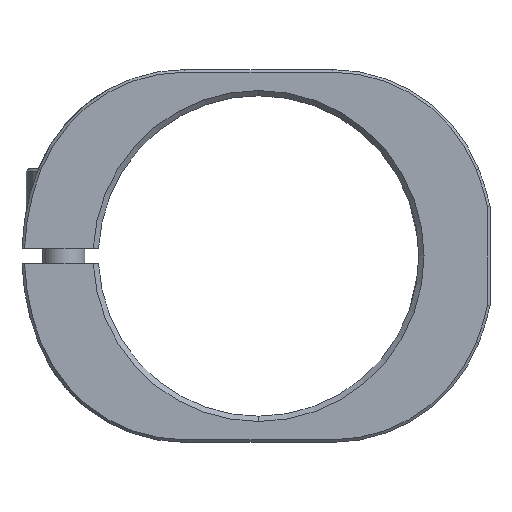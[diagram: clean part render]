
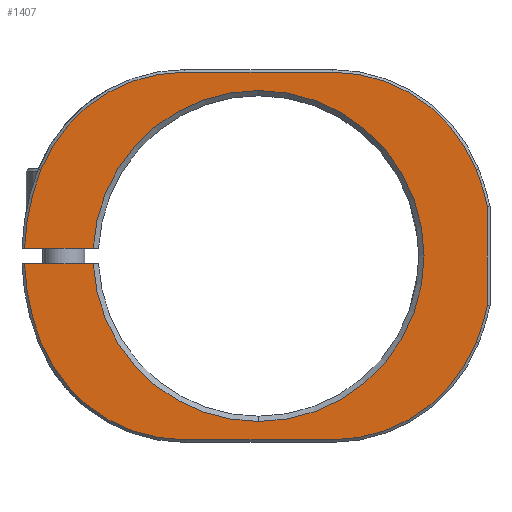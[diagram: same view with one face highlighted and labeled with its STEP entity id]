
A CAD part, left-side view. The second image highlights one B-rep face of the part: STEP entity #1407.
In plain terms, the highlighted planar face has unit normal (-1, 0, 0).
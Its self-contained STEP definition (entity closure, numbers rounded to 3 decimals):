
#6 = DIRECTION ( 'NONE',  ( -1., 0., 0. ) ) ;
#60 = ORIENTED_EDGE ( 'NONE', *, *, #498, .T. ) ;
#61 = CARTESIAN_POINT ( 'NONE',  ( -10.491, -29.37, 4.701 ) ) ;
#76 = AXIS2_PLACEMENT_3D ( 'NONE', #1767, #1385, #1738 ) ;
#83 = CIRCLE ( 'NONE', #755, 14.75 ) ;
#101 = DIRECTION ( 'NONE',  ( -1., 0., 0. ) ) ;
#114 = VECTOR ( 'NONE', #1748, 1000. ) ;
#129 = DIRECTION ( 'NONE',  ( 0., 0., -1. ) ) ;
#132 = CARTESIAN_POINT ( 'NONE',  ( -10.491, -29.37, 0. ) ) ;
#143 = VERTEX_POINT ( 'NONE', #1587 ) ;
#147 = AXIS2_PLACEMENT_3D ( 'NONE', #760, #1331, #1502 ) ;
#153 = ORIENTED_EDGE ( 'NONE', *, *, #836, .T. ) ;
#167 = VECTOR ( 'NONE', #1903, 1000. ) ;
#180 = VERTEX_POINT ( 'NONE', #2347 ) ;
#196 = CARTESIAN_POINT ( 'NONE',  ( -10.491, -7.52, 0. ) ) ;
#235 = CARTESIAN_POINT ( 'NONE',  ( -10.491, -7.52, 15.8 ) ) ;
#246 = DIRECTION ( 'NONE',  ( 0., 0., -1. ) ) ;
#300 = CARTESIAN_POINT ( 'NONE',  ( -10.491, -14.586, 2.8 ) ) ;
#301 = AXIS2_PLACEMENT_3D ( 'NONE', #1026, #854, #1220 ) ;
#329 = AXIS2_PLACEMENT_3D ( 'NONE', #196, #1128, #757 ) ;
#346 = VERTEX_POINT ( 'NONE', #412 ) ;
#363 = VERTEX_POINT ( 'NONE', #61 ) ;
#369 = VERTEX_POINT ( 'NONE', #1898 ) ;
#378 = EDGE_CURVE ( 'NONE', #346, #1997, #1556, .T. ) ;
#383 = CARTESIAN_POINT ( 'NONE',  ( -10.491, 30.939, -0.75 ) ) ;
#412 = CARTESIAN_POINT ( 'NONE',  ( -10.491, -14.586, 17.55 ) ) ;
#441 = DIRECTION ( 'NONE',  ( 0., 1., 0. ) ) ;
#468 = DIRECTION ( 'NONE',  ( -1., 0., 0. ) ) ;
#479 = EDGE_CURVE ( 'NONE', #1539, #2057, #679, .T. ) ;
#498 = EDGE_CURVE ( 'NONE', #2057, #363, #1295, .T. ) ;
#514 = AXIS2_PLACEMENT_3D ( 'NONE', #1750, #468, #129 ) ;
#544 = CARTESIAN_POINT ( 'NONE',  ( -10.491, -7.52, 0. ) ) ;
#547 = DIRECTION ( 'NONE',  ( 0., 0., -1. ) ) ;
#551 = CARTESIAN_POINT ( 'NONE',  ( -10.491, 8.262, -0.75 ) ) ;
#560 = ORIENTED_EDGE ( 'NONE', *, *, #479, .T. ) ;
#568 = AXIS2_PLACEMENT_3D ( 'NONE', #300, #689, #1961 ) ;
#613 = EDGE_CURVE ( 'NONE', #1477, #634, #1163, .T. ) ;
#617 = AXIS2_PLACEMENT_3D ( 'NONE', #544, #6, #1641 ) ;
#624 = ORIENTED_EDGE ( 'NONE', *, *, #1942, .T. ) ;
#634 = VERTEX_POINT ( 'NONE', #551 ) ;
#644 = LINE ( 'NONE', #383, #986 ) ;
#679 = CIRCLE ( 'NONE', #301, 22.35 ) ;
#689 = DIRECTION ( 'NONE',  ( -1., 0., 0. ) ) ;
#719 = CARTESIAN_POINT ( 'NONE',  ( -10.491, 8.262, 0.75 ) ) ;
#732 = CIRCLE ( 'NONE', #147, 22.35 ) ;
#755 = AXIS2_PLACEMENT_3D ( 'NONE', #1110, #1662, #2017 ) ;
#757 = DIRECTION ( 'NONE',  ( 0., 0., -1. ) ) ;
#760 = CARTESIAN_POINT ( 'NONE',  ( -10.491, -7.52, 0. ) ) ;
#836 = EDGE_CURVE ( 'NONE', #143, #1962, #1104, .T. ) ;
#850 = EDGE_CURVE ( 'NONE', #1962, #1169, #83, .T. ) ;
#853 = VECTOR ( 'NONE', #1852, 1000. ) ;
#854 = DIRECTION ( 'NONE',  ( -1., 0., 0. ) ) ;
#858 = AXIS2_PLACEMENT_3D ( 'NONE', #2117, #993, #1527 ) ;
#888 = VERTEX_POINT ( 'NONE', #1833 ) ;
#920 = EDGE_CURVE ( 'NONE', #363, #180, #732, .T. ) ;
#930 = PLANE ( 'NONE',  #329 ) ;
#931 = VECTOR ( 'NONE', #441, 1000. ) ;
#945 = ORIENTED_EDGE ( 'NONE', *, *, #1408, .T. ) ;
#984 = CARTESIAN_POINT ( 'NONE',  ( -10.491, -14.586, -2.8 ) ) ;
#986 = VECTOR ( 'NONE', #1658, 1000. ) ;
#993 = DIRECTION ( 'NONE',  ( -1., 0., 0. ) ) ;
#1015 = EDGE_CURVE ( 'NONE', #1232, #1539, #1956, .T. ) ;
#1026 = CARTESIAN_POINT ( 'NONE',  ( -10.491, -7.52, 0. ) ) ;
#1040 = CARTESIAN_POINT ( 'NONE',  ( -10.491, -0.455, -17.55 ) ) ;
#1093 = ORIENTED_EDGE ( 'NONE', *, *, #2222, .T. ) ;
#1094 = DIRECTION ( 'NONE',  ( 1., 0., 0. ) ) ;
#1104 = CIRCLE ( 'NONE', #617, 22.35 ) ;
#1110 = CARTESIAN_POINT ( 'NONE',  ( -10.491, -0.455, -2.8 ) ) ;
#1116 = ORIENTED_EDGE ( 'NONE', *, *, #850, .T. ) ;
#1128 = DIRECTION ( 'NONE',  ( 1., 0., 0. ) ) ;
#1133 = CIRCLE ( 'NONE', #76, 15.8 ) ;
#1163 = CIRCLE ( 'NONE', #1606, 15.8 ) ;
#1169 = VERTEX_POINT ( 'NONE', #1040 ) ;
#1220 = DIRECTION ( 'NONE',  ( 0., 0., -1. ) ) ;
#1224 = EDGE_CURVE ( 'NONE', #180, #346, #2312, .T. ) ;
#1229 = ORIENTED_EDGE ( 'NONE', *, *, #920, .T. ) ;
#1232 = VERTEX_POINT ( 'NONE', #1435 ) ;
#1234 = VERTEX_POINT ( 'NONE', #719 ) ;
#1252 = CARTESIAN_POINT ( 'NONE',  ( -10.491, 13.258, -8.234 ) ) ;
#1284 = ORIENTED_EDGE ( 'NONE', *, *, #2287, .T. ) ;
#1295 = LINE ( 'NONE', #132, #114 ) ;
#1331 = DIRECTION ( 'NONE',  ( -1., 0., 0. ) ) ;
#1336 = CARTESIAN_POINT ( 'NONE',  ( -10.491, -7.52, -15.8 ) ) ;
#1385 = DIRECTION ( 'NONE',  ( 1., 0., 0. ) ) ;
#1407 = ADVANCED_FACE ( 'NONE', ( #2193 ), #930, .F. ) ;
#1408 = EDGE_CURVE ( 'NONE', #369, #1234, #1518, .T. ) ;
#1418 = EDGE_CURVE ( 'NONE', #634, #143, #644, .T. ) ;
#1431 = CARTESIAN_POINT ( 'NONE',  ( -10.491, -0.455, 17.55 ) ) ;
#1435 = CARTESIAN_POINT ( 'NONE',  ( -10.491, -14.586, -17.55 ) ) ;
#1459 = CARTESIAN_POINT ( 'NONE',  ( -10.491, -7.52, 0. ) ) ;
#1469 = CARTESIAN_POINT ( 'NONE',  ( -10.491, -7.52, 0. ) ) ;
#1475 = CARTESIAN_POINT ( 'NONE',  ( -10.491, 30.939, 0.75 ) ) ;
#1477 = VERTEX_POINT ( 'NONE', #1336 ) ;
#1502 = DIRECTION ( 'NONE',  ( 0., 0., -1. ) ) ;
#1518 = LINE ( 'NONE', #1475, #853 ) ;
#1527 = DIRECTION ( 'NONE',  ( 0., 0., -1. ) ) ;
#1528 = EDGE_LOOP ( 'NONE', ( #1624, #153, #1116, #1974, #2206, #560, #60, #1229, #2062, #2154, #1998, #1093, #945, #624, #1284, #2022 ) ) ;
#1539 = VERTEX_POINT ( 'NONE', #2245 ) ;
#1556 = LINE ( 'NONE', #1712, #931 ) ;
#1587 = CARTESIAN_POINT ( 'NONE',  ( -10.491, 14.817, -0.75 ) ) ;
#1591 = EDGE_CURVE ( 'NONE', #1169, #1232, #1694, .T. ) ;
#1606 = AXIS2_PLACEMENT_3D ( 'NONE', #1469, #1652, #246 ) ;
#1624 = ORIENTED_EDGE ( 'NONE', *, *, #1418, .T. ) ;
#1641 = DIRECTION ( 'NONE',  ( 0., 0., -1. ) ) ;
#1652 = DIRECTION ( 'NONE',  ( 1., 0., 0. ) ) ;
#1658 = DIRECTION ( 'NONE',  ( 0., 1., 0. ) ) ;
#1662 = DIRECTION ( 'NONE',  ( -1., 0., 0. ) ) ;
#1694 = LINE ( 'NONE', #1717, #167 ) ;
#1712 = CARTESIAN_POINT ( 'NONE',  ( -10.491, -7.52, 17.55 ) ) ;
#1713 = EDGE_CURVE ( 'NONE', #1997, #888, #1869, .T. ) ;
#1717 = CARTESIAN_POINT ( 'NONE',  ( -10.491, -7.52, -17.55 ) ) ;
#1738 = DIRECTION ( 'NONE',  ( 0., 0., -1. ) ) ;
#1748 = DIRECTION ( 'NONE',  ( 0., 0., 1. ) ) ;
#1750 = CARTESIAN_POINT ( 'NONE',  ( -10.491, -7.52, 0. ) ) ;
#1767 = CARTESIAN_POINT ( 'NONE',  ( -10.491, -7.52, 0. ) ) ;
#1832 = CARTESIAN_POINT ( 'NONE',  ( -10.491, -29.37, -4.701 ) ) ;
#1833 = CARTESIAN_POINT ( 'NONE',  ( -10.491, 13.258, 8.234 ) ) ;
#1852 = DIRECTION ( 'NONE',  ( 0., -1., 0. ) ) ;
#1859 = CIRCLE ( 'NONE', #514, 22.35 ) ;
#1869 = CIRCLE ( 'NONE', #858, 14.75 ) ;
#1898 = CARTESIAN_POINT ( 'NONE',  ( -10.491, 14.817, 0.75 ) ) ;
#1903 = DIRECTION ( 'NONE',  ( 0., -1., 0. ) ) ;
#1920 = DIRECTION ( 'NONE',  ( 0., 0., -1. ) ) ;
#1942 = EDGE_CURVE ( 'NONE', #1234, #2124, #2104, .T. ) ;
#1949 = AXIS2_PLACEMENT_3D ( 'NONE', #1459, #1094, #547 ) ;
#1956 = CIRCLE ( 'NONE', #2054, 14.75 ) ;
#1961 = DIRECTION ( 'NONE',  ( 0., 0., -1. ) ) ;
#1962 = VERTEX_POINT ( 'NONE', #1252 ) ;
#1974 = ORIENTED_EDGE ( 'NONE', *, *, #1591, .T. ) ;
#1997 = VERTEX_POINT ( 'NONE', #1431 ) ;
#1998 = ORIENTED_EDGE ( 'NONE', *, *, #1713, .T. ) ;
#2017 = DIRECTION ( 'NONE',  ( 0., 0., -1. ) ) ;
#2022 = ORIENTED_EDGE ( 'NONE', *, *, #613, .T. ) ;
#2054 = AXIS2_PLACEMENT_3D ( 'NONE', #984, #101, #1920 ) ;
#2057 = VERTEX_POINT ( 'NONE', #1832 ) ;
#2062 = ORIENTED_EDGE ( 'NONE', *, *, #1224, .T. ) ;
#2104 = CIRCLE ( 'NONE', #1949, 15.8 ) ;
#2117 = CARTESIAN_POINT ( 'NONE',  ( -10.491, -0.455, 2.8 ) ) ;
#2124 = VERTEX_POINT ( 'NONE', #235 ) ;
#2154 = ORIENTED_EDGE ( 'NONE', *, *, #378, .T. ) ;
#2193 = FACE_OUTER_BOUND ( 'NONE', #1528, .T. ) ;
#2206 = ORIENTED_EDGE ( 'NONE', *, *, #1015, .T. ) ;
#2222 = EDGE_CURVE ( 'NONE', #888, #369, #1859, .T. ) ;
#2245 = CARTESIAN_POINT ( 'NONE',  ( -10.491, -28.298, -8.234 ) ) ;
#2287 = EDGE_CURVE ( 'NONE', #2124, #1477, #1133, .T. ) ;
#2312 = CIRCLE ( 'NONE', #568, 14.75 ) ;
#2347 = CARTESIAN_POINT ( 'NONE',  ( -10.491, -28.298, 8.234 ) ) ;
